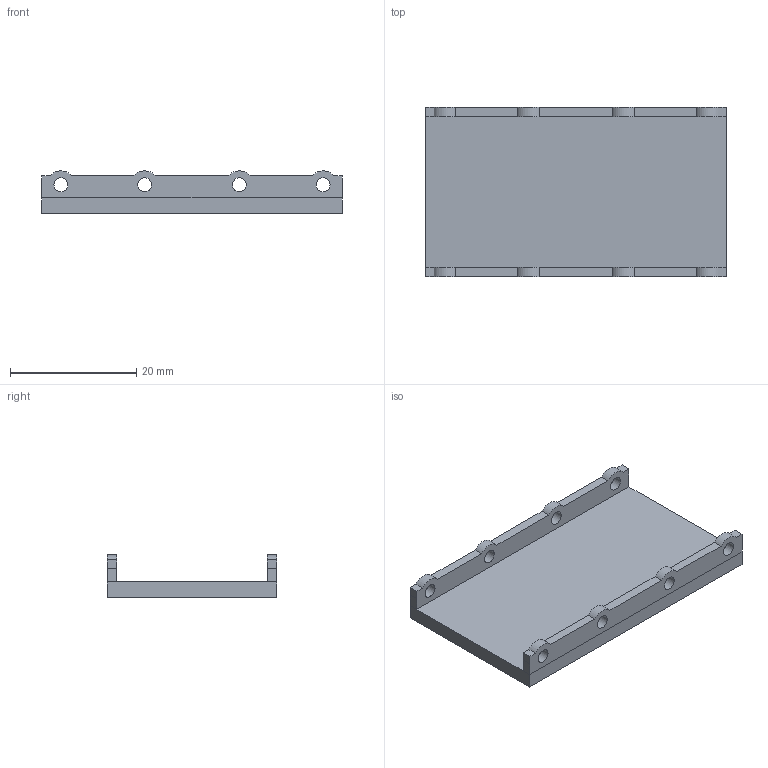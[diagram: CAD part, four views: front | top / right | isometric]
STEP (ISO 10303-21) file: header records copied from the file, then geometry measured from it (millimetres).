
FILE_DESCRIPTION(('FreeCAD Model'),'2;1');
FILE_NAME('Open CASCADE Shape Model','2024-11-13T16:36:55',(''),(''), 'Open CASCADE STEP processor 7.6','FreeCAD','Unknown');
FILE_SCHEMA(('AP242_MANAGED_MODEL_BASED_3D_ENGINEERING_MIM_LF. {1 0 10303 442 1 1 4 }'));
Length unit declared in the file: millimetre
Products named in the file (1): pulp_V2_B
Bounding box: 47.52 x 26.8 x 6.69 mm (x, y, z)
Volume: 3496.8 mm3; surface area: 3785.7 mm2
Topology: 1 solids, 1 shells, 165 faces, 454 edges, 300 vertices
Faces by surface type: plane 89, extrusion 60, cylinder 16
Full cylindrical faces by diameter (mm): 2.2 x8
Entity records: 5330 total; most frequent: CARTESIAN_POINT 1280, ORIENTED_EDGE 908, DIRECTION 638, EDGE_CURVE 454, VECTOR 362, LINE 302, VERTEX_POINT 300, FACE_BOUND 190
